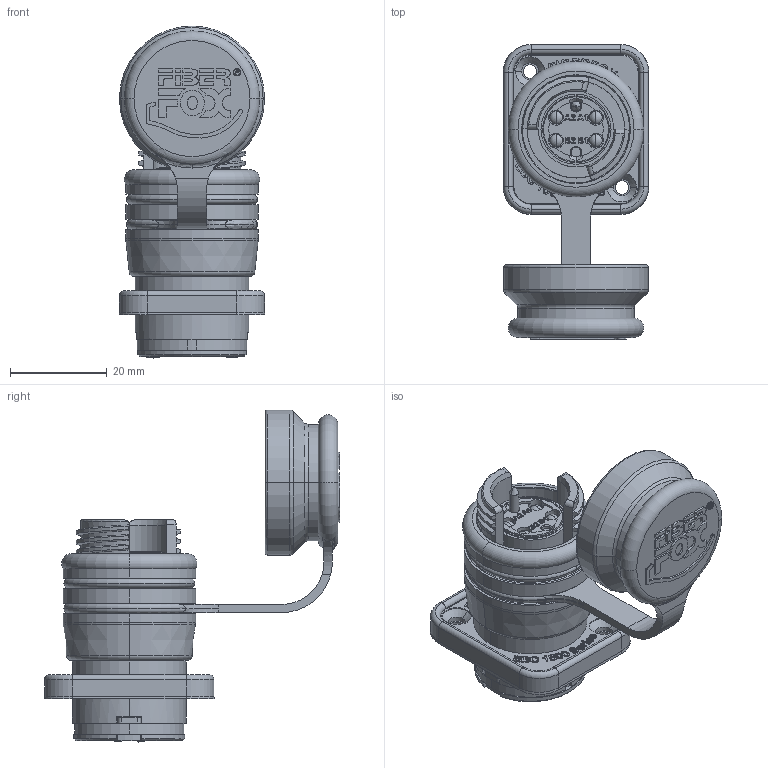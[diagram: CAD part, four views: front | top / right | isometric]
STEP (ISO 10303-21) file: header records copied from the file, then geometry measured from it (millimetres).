
FILE_DESCRIPTION (( 'STEP AP214' ), '1' );
FILE_NAME ('NO4M4DW-FX_Step_01.STEP', '2021-06-15T11:12:06', ( '' ), ( '' ), 'SwSTEP 2.0', 'SolidWorks 2020', '' );
FILE_SCHEMA (( 'AUTOMOTIVE_DESIGN' ));
Length unit declared in the file: millimetre
Products named in the file (1): NO4M4DW-FX_Step_01
Bounding box: 30.14 x 61.07 x 68.64 mm (x, y, z)
Volume: 23299 mm3; surface area: 15113.1 mm2
Topology: 2 solids, 23 shells, 1861 faces, 4937 edges, 3239 vertices
Faces by surface type: bspline 812, plane 695, cylinder 208, cone 76, torus 62, sphere 8
Entity records: 91371 total; most frequent: CARTESIAN_POINT 50471, ORIENTED_EDGE 9874, DIRECTION 5915, EDGE_CURVE 4937, VERTEX_POINT 3239, VECTOR 2561, LINE 2561, EDGE_LOOP 2008
